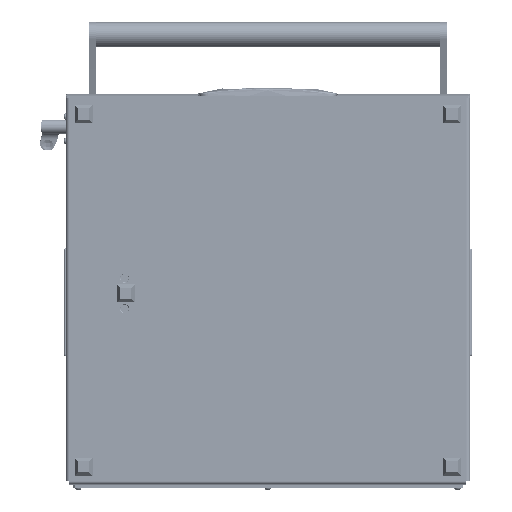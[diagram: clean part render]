
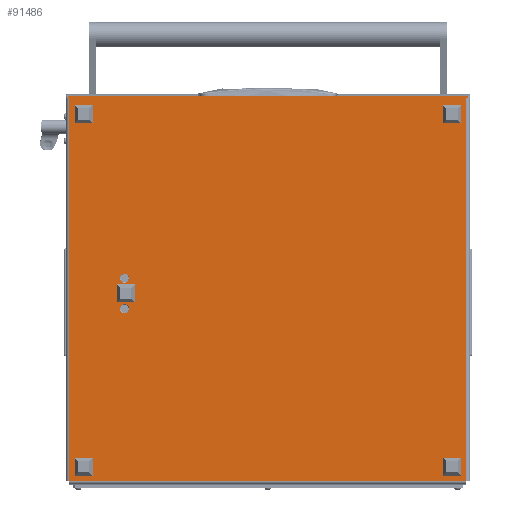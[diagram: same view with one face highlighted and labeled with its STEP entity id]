
A CAD part, front view. The second image highlights one B-rep face of the part: STEP entity #91486.
In plain terms, the highlighted face is planar.
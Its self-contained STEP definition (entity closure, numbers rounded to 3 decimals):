
#37 = CARTESIAN_POINT ( 'NONE',  ( 0., 452., 0. ) ) ;
#3290 = DIRECTION ( 'NONE',  ( 0., 1., 0. ) ) ;
#4811 = EDGE_CURVE ( 'NONE', #16223, #104490, #14594, .T. ) ;
#5948 = CARTESIAN_POINT ( 'NONE',  ( 0., 454., 0. ) ) ;
#6168 = FACE_BOUND ( 'NONE', #96497, .T. ) ;
#6462 = CARTESIAN_POINT ( 'NONE',  ( 0., 0., 0. ) ) ;
#6661 = CARTESIAN_POINT ( 'NONE',  ( 436., 452., 0. ) ) ;
#9398 = ORIENTED_EDGE ( 'NONE', *, *, #40718, .F. ) ;
#10642 = CIRCLE ( 'NONE', #103814, 5.2 ) ;
#10881 = DIRECTION ( 'NONE',  ( -1., 0., 0. ) ) ;
#11031 = LINE ( 'NONE', #30556, #51868 ) ;
#12080 = VERTEX_POINT ( 'NONE', #6661 ) ;
#13166 = DIRECTION ( 'NONE',  ( -1., 0., 0. ) ) ;
#14594 = LINE ( 'NONE', #79560, #22119 ) ;
#16223 = VERTEX_POINT ( 'NONE', #28841 ) ;
#17924 = ORIENTED_EDGE ( 'NONE', *, *, #119501, .F. ) ;
#18261 = DIRECTION ( 'NONE',  ( 0., 0., -1. ) ) ;
#18463 = AXIS2_PLACEMENT_3D ( 'NONE', #105521, #18261, #104702 ) ;
#22013 = VECTOR ( 'NONE', #3290, 1000. ) ;
#22119 = VECTOR ( 'NONE', #108979, 1000. ) ;
#23739 = VERTEX_POINT ( 'NONE', #109571 ) ;
#23742 = ORIENTED_EDGE ( 'NONE', *, *, #70164, .F. ) ;
#26287 = CARTESIAN_POINT ( 'NONE',  ( 0., -2., 0. ) ) ;
#26632 = DIRECTION ( 'NONE',  ( 1., 0., 0. ) ) ;
#28841 = CARTESIAN_POINT ( 'NONE',  ( -2., -2., 0. ) ) ;
#29311 = ORIENTED_EDGE ( 'NONE', *, *, #77293, .T. ) ;
#30556 = CARTESIAN_POINT ( 'NONE',  ( 0., -4., 0. ) ) ;
#30652 = ORIENTED_EDGE ( 'NONE', *, *, #70873, .F. ) ;
#31944 = ORIENTED_EDGE ( 'NONE', *, *, #97799, .F. ) ;
#32035 = VERTEX_POINT ( 'NONE', #5948 ) ;
#32238 = DIRECTION ( 'NONE',  ( 0., 0., -1. ) ) ;
#34473 = VECTOR ( 'NONE', #64677, 1000. ) ;
#36297 = FACE_BOUND ( 'NONE', #68587, .T. ) ;
#36370 = CARTESIAN_POINT ( 'NONE',  ( 0., 452., 0. ) ) ;
#37000 = VERTEX_POINT ( 'NONE', #52170 ) ;
#38655 = DIRECTION ( 'NONE',  ( 0., 0., -1. ) ) ;
#39784 = EDGE_CURVE ( 'NONE', #23739, #72237, #91792, .T. ) ;
#40114 = AXIS2_PLACEMENT_3D ( 'NONE', #114541, #105740, #10881 ) ;
#40718 = EDGE_CURVE ( 'NONE', #72515, #75885, #112451, .T. ) ;
#41939 = CIRCLE ( 'NONE', #101392, 5.2 ) ;
#45190 = VECTOR ( 'NONE', #114305, 1000. ) ;
#47086 = DIRECTION ( 'NONE',  ( -1., 0., 0. ) ) ;
#47841 = AXIS2_PLACEMENT_3D ( 'NONE', #59608, #108464, #13166 ) ;
#49554 = CARTESIAN_POINT ( 'NONE',  ( 205., 389., 0. ) ) ;
#50810 = LINE ( 'NONE', #56769, #99042 ) ;
#51841 = EDGE_CURVE ( 'NONE', #12080, #61307, #110028, .T. ) ;
#51868 = VECTOR ( 'NONE', #108511, 1000. ) ;
#52170 = CARTESIAN_POINT ( 'NONE',  ( 234.8, 389., 0. ) ) ;
#56187 = CIRCLE ( 'NONE', #18463, 5.2 ) ;
#56769 = CARTESIAN_POINT ( 'NONE',  ( 436., 452., 0. ) ) ;
#58736 = VECTOR ( 'NONE', #62977, 1000. ) ;
#59608 = CARTESIAN_POINT ( 'NONE',  ( 205., 389., 0. ) ) ;
#61307 = VERTEX_POINT ( 'NONE', #37 ) ;
#62977 = DIRECTION ( 'NONE',  ( -1., 0., 0. ) ) ;
#63185 = CARTESIAN_POINT ( 'NONE',  ( 0., 0., 0. ) ) ;
#64677 = DIRECTION ( 'NONE',  ( 1., 0., 0. ) ) ;
#66166 = PLANE ( 'NONE',  #40114 ) ;
#66445 = DIRECTION ( 'NONE',  ( 0., -1., 0. ) ) ;
#68587 = EDGE_LOOP ( 'NONE', ( #17924, #101493 ) ) ;
#70164 = EDGE_CURVE ( 'NONE', #61307, #32035, #11031, .T. ) ;
#70873 = EDGE_CURVE ( 'NONE', #37000, #86220, #56187, .T. ) ;
#72237 = VERTEX_POINT ( 'NONE', #88645 ) ;
#72515 = VERTEX_POINT ( 'NONE', #26287 ) ;
#73871 = CARTESIAN_POINT ( 'NONE',  ( 0., 454., 0. ) ) ;
#73879 = ORIENTED_EDGE ( 'NONE', *, *, #51841, .F. ) ;
#75086 = ORIENTED_EDGE ( 'NONE', *, *, #92557, .T. ) ;
#75885 = VERTEX_POINT ( 'NONE', #63185 ) ;
#76651 = CARTESIAN_POINT ( 'NONE',  ( 245.2, 389., 0. ) ) ;
#77293 = EDGE_CURVE ( 'NONE', #12080, #115780, #50810, .T. ) ;
#79560 = CARTESIAN_POINT ( 'NONE',  ( -2., -4., 0. ) ) ;
#79732 = CARTESIAN_POINT ( 'NONE',  ( 0., -4., 0. ) ) ;
#81299 = LINE ( 'NONE', #6462, #34473 ) ;
#84363 = LINE ( 'NONE', #91606, #58736 ) ;
#86220 = VERTEX_POINT ( 'NONE', #76651 ) ;
#86392 = LINE ( 'NONE', #73871, #113410 ) ;
#86736 = CARTESIAN_POINT ( 'NONE',  ( 240., 389., 0. ) ) ;
#88645 = CARTESIAN_POINT ( 'NONE',  ( 199.8, 389., 0. ) ) ;
#91203 = CARTESIAN_POINT ( 'NONE',  ( 436., 0., 0. ) ) ;
#91486 = ADVANCED_FACE ( 'NONE', ( #36297, #6168, #102736 ), #66166, .T. ) ;
#91606 = CARTESIAN_POINT ( 'NONE',  ( 0., -2., 0. ) ) ;
#91792 = CIRCLE ( 'NONE', #47841, 5.2 ) ;
#92557 = EDGE_CURVE ( 'NONE', #72515, #16223, #84363, .T. ) ;
#93898 = EDGE_CURVE ( 'NONE', #75885, #115780, #81299, .T. ) ;
#96497 = EDGE_LOOP ( 'NONE', ( #30652, #31944 ) ) ;
#97210 = ORIENTED_EDGE ( 'NONE', *, *, #4811, .T. ) ;
#97241 = EDGE_CURVE ( 'NONE', #104490, #32035, #86392, .T. ) ;
#97799 = EDGE_CURVE ( 'NONE', #86220, #37000, #10642, .T. ) ;
#99042 = VECTOR ( 'NONE', #66445, 1000. ) ;
#101392 = AXIS2_PLACEMENT_3D ( 'NONE', #49554, #32238, #118589 ) ;
#101493 = ORIENTED_EDGE ( 'NONE', *, *, #39784, .F. ) ;
#102736 = FACE_OUTER_BOUND ( 'NONE', #124605, .T. ) ;
#103814 = AXIS2_PLACEMENT_3D ( 'NONE', #86736, #38655, #47086 ) ;
#104490 = VERTEX_POINT ( 'NONE', #112194 ) ;
#104702 = DIRECTION ( 'NONE',  ( -1., 0., 0. ) ) ;
#105521 = CARTESIAN_POINT ( 'NONE',  ( 240., 389., 0. ) ) ;
#105740 = DIRECTION ( 'NONE',  ( 0., 0., -1. ) ) ;
#108464 = DIRECTION ( 'NONE',  ( 0., 0., -1. ) ) ;
#108511 = DIRECTION ( 'NONE',  ( 0., 1., 0. ) ) ;
#108979 = DIRECTION ( 'NONE',  ( 0., 1., 0. ) ) ;
#109571 = CARTESIAN_POINT ( 'NONE',  ( 210.2, 389., 0. ) ) ;
#110028 = LINE ( 'NONE', #36370, #45190 ) ;
#112194 = CARTESIAN_POINT ( 'NONE',  ( -2., 454., 0. ) ) ;
#112451 = LINE ( 'NONE', #79732, #22013 ) ;
#113410 = VECTOR ( 'NONE', #26632, 1000. ) ;
#114305 = DIRECTION ( 'NONE',  ( -1., 0., 0. ) ) ;
#114541 = CARTESIAN_POINT ( 'NONE',  ( 0., 452., 0. ) ) ;
#115780 = VERTEX_POINT ( 'NONE', #91203 ) ;
#116794 = ORIENTED_EDGE ( 'NONE', *, *, #93898, .F. ) ;
#118589 = DIRECTION ( 'NONE',  ( -1., 0., 0. ) ) ;
#119501 = EDGE_CURVE ( 'NONE', #72237, #23739, #41939, .T. ) ;
#119677 = ORIENTED_EDGE ( 'NONE', *, *, #97241, .T. ) ;
#124605 = EDGE_LOOP ( 'NONE', ( #9398, #75086, #97210, #119677, #23742, #73879, #29311, #116794 ) ) ;
